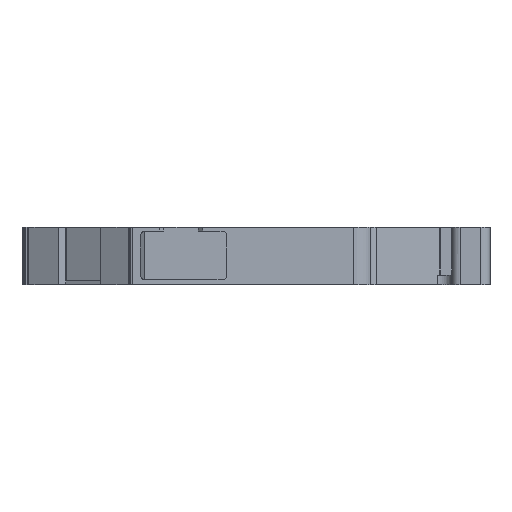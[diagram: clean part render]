
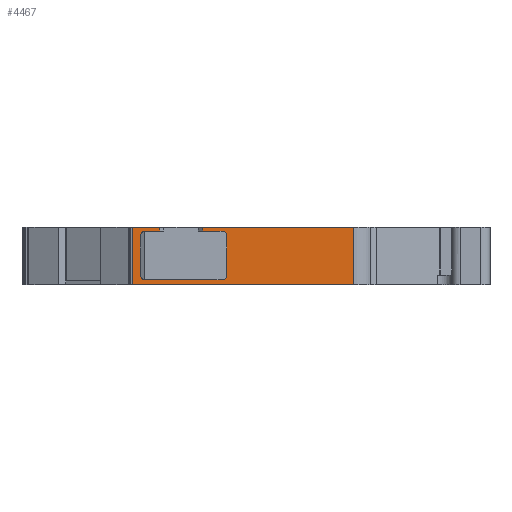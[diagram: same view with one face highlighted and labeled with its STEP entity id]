
A CAD part, left-side view. The second image highlights one B-rep face of the part: STEP entity #4467.
In plain terms, the highlighted planar face has unit normal (-1, 0, 0).
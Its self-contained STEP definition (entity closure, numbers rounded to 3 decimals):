
#69 = DIRECTION ( 'NONE',  ( 0., -1., 0. ) ) ;
#87 = VECTOR ( 'NONE', #536, 1000. ) ;
#191 = CARTESIAN_POINT ( 'NONE',  ( -28.55, 0., 6. ) ) ;
#272 = EDGE_CURVE ( 'NONE', #2552, #5033, #3525, .T. ) ;
#365 = CARTESIAN_POINT ( 'NONE',  ( -28.55, -6.659, 5.1 ) ) ;
#409 = VECTOR ( 'NONE', #2363, 1000. ) ;
#488 = VERTEX_POINT ( 'NONE', #5426 ) ;
#509 = ORIENTED_EDGE ( 'NONE', *, *, #3557, .T. ) ;
#519 = CARTESIAN_POINT ( 'NONE',  ( -28.55, -15.719, 5.1 ) ) ;
#525 = EDGE_CURVE ( 'NONE', #2529, #5714, #3287, .T. ) ;
#536 = DIRECTION ( 'NONE',  ( 0., -1., 0. ) ) ;
#603 = CARTESIAN_POINT ( 'NONE',  ( -28.55, -6.659, 0.5 ) ) ;
#669 = VECTOR ( 'NONE', #3625, 1000. ) ;
#719 = EDGE_CURVE ( 'NONE', #5676, #6285, #4822, .T. ) ;
#827 = LINE ( 'NONE', #3605, #669 ) ;
#848 = AXIS2_PLACEMENT_3D ( 'NONE', #1977, #5438, #2457 ) ;
#849 = VERTEX_POINT ( 'NONE', #519 ) ;
#955 = CARTESIAN_POINT ( 'NONE',  ( -28.55, -7.159, 5.1 ) ) ;
#1055 = EDGE_CURVE ( 'NONE', #1957, #849, #4289, .T. ) ;
#1077 = CARTESIAN_POINT ( 'NONE',  ( -28.55, -7.159, 5.6 ) ) ;
#1088 = EDGE_CURVE ( 'NONE', #488, #5540, #2643, .T. ) ;
#1300 = ORIENTED_EDGE ( 'NONE', *, *, #6182, .F. ) ;
#1304 = EDGE_CURVE ( 'NONE', #6040, #5714, #5204, .T. ) ;
#1332 = VECTOR ( 'NONE', #69, 1000. ) ;
#1437 = PLANE ( 'NONE',  #5313 ) ;
#1439 = ORIENTED_EDGE ( 'NONE', *, *, #3426, .T. ) ;
#1456 = ORIENTED_EDGE ( 'NONE', *, *, #1055, .F. ) ;
#1565 = VECTOR ( 'NONE', #1985, 1000. ) ;
#1608 = ORIENTED_EDGE ( 'NONE', *, *, #272, .F. ) ;
#1691 = ORIENTED_EDGE ( 'NONE', *, *, #3834, .F. ) ;
#1888 = EDGE_CURVE ( 'NONE', #1957, #4861, #4449, .T. ) ;
#1926 = CARTESIAN_POINT ( 'NONE',  ( -28.55, 0., 6. ) ) ;
#1957 = VERTEX_POINT ( 'NONE', #3819 ) ;
#1977 = CARTESIAN_POINT ( 'NONE',  ( -28.55, -15.219, 5.1 ) ) ;
#1985 = DIRECTION ( 'NONE',  ( 0., 0., 1. ) ) ;
#2033 = EDGE_CURVE ( 'NONE', #488, #2549, #6314, .T. ) ;
#2086 = CARTESIAN_POINT ( 'NONE',  ( -28.55, -6.659, 5.6 ) ) ;
#2187 = VECTOR ( 'NONE', #5338, 1000. ) ;
#2240 = DIRECTION ( 'NONE',  ( 0., 0., 1. ) ) ;
#2255 = DIRECTION ( 'NONE',  ( 0., -1., 0. ) ) ;
#2285 = ORIENTED_EDGE ( 'NONE', *, *, #3067, .F. ) ;
#2298 = DIRECTION ( 'NONE',  ( 0., 1., 0. ) ) ;
#2339 = DIRECTION ( 'NONE',  ( 0., 1., 0. ) ) ;
#2359 = CARTESIAN_POINT ( 'NONE',  ( -28.55, -6.659, 0.5 ) ) ;
#2363 = DIRECTION ( 'NONE',  ( 0., 0., -1. ) ) ;
#2412 = DIRECTION ( 'NONE',  ( 1., 0., 0. ) ) ;
#2457 = DIRECTION ( 'NONE',  ( 0., 1., 0. ) ) ;
#2515 = CARTESIAN_POINT ( 'NONE',  ( -28.55, -6.659, 5.6 ) ) ;
#2529 = VERTEX_POINT ( 'NONE', #5146 ) ;
#2549 = VERTEX_POINT ( 'NONE', #4372 ) ;
#2552 = VERTEX_POINT ( 'NONE', #3319 ) ;
#2643 = LINE ( 'NONE', #191, #1332 ) ;
#2644 = LINE ( 'NONE', #2784, #2807 ) ;
#2784 = CARTESIAN_POINT ( 'NONE',  ( -28.55, 0., 0. ) ) ;
#2807 = VECTOR ( 'NONE', #2255, 1000. ) ;
#2845 = ORIENTED_EDGE ( 'NONE', *, *, #525, .T. ) ;
#2916 = VECTOR ( 'NONE', #6243, 1000. ) ;
#2962 = CARTESIAN_POINT ( 'NONE',  ( -28.55, -15.219, 5.6 ) ) ;
#3062 = CARTESIAN_POINT ( 'NONE',  ( -28.55, -15.219, 1. ) ) ;
#3067 = EDGE_CURVE ( 'NONE', #2529, #4861, #5339, .T. ) ;
#3080 = DIRECTION ( 'NONE',  ( 1., 0., 0. ) ) ;
#3102 = DIRECTION ( 'NONE',  ( 0., 1., 0. ) ) ;
#3227 = VERTEX_POINT ( 'NONE', #5325 ) ;
#3236 = LINE ( 'NONE', #6374, #2916 ) ;
#3278 = AXIS2_PLACEMENT_3D ( 'NONE', #955, #4485, #6335 ) ;
#3287 = CIRCLE ( 'NONE', #3990, 0.5 ) ;
#3319 = CARTESIAN_POINT ( 'NONE',  ( -28.55, -13.171, 6. ) ) ;
#3377 = CARTESIAN_POINT ( 'NONE',  ( -28.55, -13.171, 5.6 ) ) ;
#3426 = EDGE_CURVE ( 'NONE', #6040, #6285, #5555, .T. ) ;
#3517 = VECTOR ( 'NONE', #2298, 1000. ) ;
#3525 = LINE ( 'NONE', #5688, #2187 ) ;
#3557 = EDGE_CURVE ( 'NONE', #5676, #5540, #827, .T. ) ;
#3605 = CARTESIAN_POINT ( 'NONE',  ( -28.55, -8.671, 4. ) ) ;
#3625 = DIRECTION ( 'NONE',  ( 0., 0., 1. ) ) ;
#3654 = LINE ( 'NONE', #2086, #6297 ) ;
#3661 = CARTESIAN_POINT ( 'NONE',  ( -28.55, -15.719, 0.5 ) ) ;
#3754 = VERTEX_POINT ( 'NONE', #3377 ) ;
#3757 = CARTESIAN_POINT ( 'NONE',  ( -28.55, -6.659, 1. ) ) ;
#3794 = CARTESIAN_POINT ( 'NONE',  ( -28.55, -15.219, 0.5 ) ) ;
#3819 = CARTESIAN_POINT ( 'NONE',  ( -28.55, -15.719, 1. ) ) ;
#3834 = EDGE_CURVE ( 'NONE', #5033, #3227, #3236, .T. ) ;
#3838 = VECTOR ( 'NONE', #5066, 1000. ) ;
#3990 = AXIS2_PLACEMENT_3D ( 'NONE', #4731, #4675, #4629 ) ;
#4137 = CARTESIAN_POINT ( 'NONE',  ( -28.55, -8.671, 6. ) ) ;
#4141 = VECTOR ( 'NONE', #2240, 1000. ) ;
#4166 = ORIENTED_EDGE ( 'NONE', *, *, #1088, .F. ) ;
#4257 = EDGE_CURVE ( 'NONE', #5096, #3754, #3654, .T. ) ;
#4289 = LINE ( 'NONE', #3661, #4141 ) ;
#4372 = CARTESIAN_POINT ( 'NONE',  ( -28.55, -5.818, 0. ) ) ;
#4449 = CIRCLE ( 'NONE', #5399, 0.5 ) ;
#4467 = ADVANCED_FACE ( 'NONE', ( #6362 ), #1437, .F. ) ;
#4485 = DIRECTION ( 'NONE',  ( 1., 0., 0. ) ) ;
#4559 = ORIENTED_EDGE ( 'NONE', *, *, #4257, .F. ) ;
#4629 = DIRECTION ( 'NONE',  ( 0., 1., 0. ) ) ;
#4675 = DIRECTION ( 'NONE',  ( 1., 0., 0. ) ) ;
#4731 = CARTESIAN_POINT ( 'NONE',  ( -28.55, -7.159, 1. ) ) ;
#4822 = LINE ( 'NONE', #2515, #3517 ) ;
#4861 = VERTEX_POINT ( 'NONE', #3794 ) ;
#4946 = CARTESIAN_POINT ( 'NONE',  ( -28.55, -13.171, 4. ) ) ;
#4980 = CARTESIAN_POINT ( 'NONE',  ( -28.55, -5.818, 6. ) ) ;
#5033 = VERTEX_POINT ( 'NONE', #6387 ) ;
#5066 = DIRECTION ( 'NONE',  ( 0., 0., -1. ) ) ;
#5092 = ORIENTED_EDGE ( 'NONE', *, *, #1888, .T. ) ;
#5096 = VERTEX_POINT ( 'NONE', #2962 ) ;
#5146 = CARTESIAN_POINT ( 'NONE',  ( -28.55, -7.159, 0.5 ) ) ;
#5204 = LINE ( 'NONE', #2359, #409 ) ;
#5313 = AXIS2_PLACEMENT_3D ( 'NONE', #1926, #2412, #5887 ) ;
#5325 = CARTESIAN_POINT ( 'NONE',  ( -28.55, -29.006, 0. ) ) ;
#5338 = DIRECTION ( 'NONE',  ( 0., -1., 0. ) ) ;
#5339 = LINE ( 'NONE', #603, #87 ) ;
#5354 = LINE ( 'NONE', #4946, #1565 ) ;
#5359 = EDGE_CURVE ( 'NONE', #5096, #849, #6305, .T. ) ;
#5399 = AXIS2_PLACEMENT_3D ( 'NONE', #3062, #3080, #3102 ) ;
#5426 = CARTESIAN_POINT ( 'NONE',  ( -28.55, -5.818, 6. ) ) ;
#5438 = DIRECTION ( 'NONE',  ( 1., 0., 0. ) ) ;
#5540 = VERTEX_POINT ( 'NONE', #4137 ) ;
#5549 = ORIENTED_EDGE ( 'NONE', *, *, #1304, .F. ) ;
#5555 = CIRCLE ( 'NONE', #3278, 0.5 ) ;
#5560 = ORIENTED_EDGE ( 'NONE', *, *, #5359, .T. ) ;
#5676 = VERTEX_POINT ( 'NONE', #6195 ) ;
#5688 = CARTESIAN_POINT ( 'NONE',  ( -28.55, 0., 6. ) ) ;
#5714 = VERTEX_POINT ( 'NONE', #3757 ) ;
#5764 = ORIENTED_EDGE ( 'NONE', *, *, #5999, .T. ) ;
#5887 = DIRECTION ( 'NONE',  ( 0., 1., 0. ) ) ;
#5920 = ORIENTED_EDGE ( 'NONE', *, *, #2033, .T. ) ;
#5999 = EDGE_CURVE ( 'NONE', #2549, #3227, #2644, .T. ) ;
#6040 = VERTEX_POINT ( 'NONE', #365 ) ;
#6182 = EDGE_CURVE ( 'NONE', #3754, #2552, #5354, .T. ) ;
#6190 = EDGE_LOOP ( 'NONE', ( #1691, #1608, #1300, #4559, #5560, #1456, #5092, #2285, #2845, #5549, #1439, #6397, #509, #4166, #5920, #5764 ) ) ;
#6195 = CARTESIAN_POINT ( 'NONE',  ( -28.55, -8.671, 5.6 ) ) ;
#6243 = DIRECTION ( 'NONE',  ( 0., 0., -1. ) ) ;
#6285 = VERTEX_POINT ( 'NONE', #1077 ) ;
#6297 = VECTOR ( 'NONE', #2339, 1000. ) ;
#6305 = CIRCLE ( 'NONE', #848, 0.5 ) ;
#6314 = LINE ( 'NONE', #4980, #3838 ) ;
#6335 = DIRECTION ( 'NONE',  ( 0., 1., 0. ) ) ;
#6362 = FACE_OUTER_BOUND ( 'NONE', #6190, .T. ) ;
#6374 = CARTESIAN_POINT ( 'NONE',  ( -28.55, -29.006, 6. ) ) ;
#6387 = CARTESIAN_POINT ( 'NONE',  ( -28.55, -29.006, 6. ) ) ;
#6397 = ORIENTED_EDGE ( 'NONE', *, *, #719, .F. ) ;
